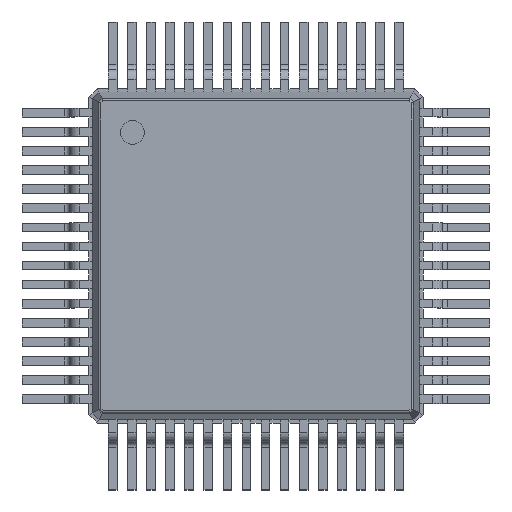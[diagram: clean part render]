
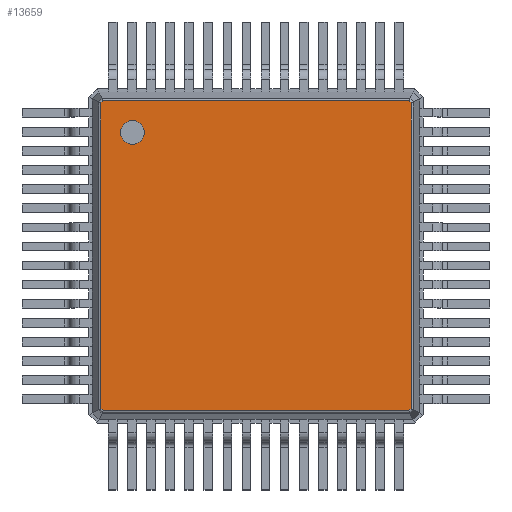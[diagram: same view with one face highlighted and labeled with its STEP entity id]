
A CAD part, top view. The second image highlights one B-rep face of the part: STEP entity #13659.
In plain terms, the highlighted planar face has unit normal (0, 0, 1).
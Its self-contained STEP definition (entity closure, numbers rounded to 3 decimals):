
#6585 = VERTEX_POINT('',#6586);
#6586 = CARTESIAN_POINT('',(3.202,-3.246,1.5));
#6876 = EDGE_CURVE('',#6585,#6877,#6879,.T.);
#6877 = VERTEX_POINT('',#6878);
#6878 = CARTESIAN_POINT('',(-3.202,-3.246,1.5));
#6879 = B_SPLINE_CURVE_WITH_KNOTS('',2,(#6880,#6881,#6882,#6883,#6884),
.UNSPECIFIED.,.F.,.F.,(3,1,1,3),(-0.356,-0.04,
6.477,6.792),.UNSPECIFIED.);
#6880 = CARTESIAN_POINT('',(3.574,-3.246,1.5));
#6881 = CARTESIAN_POINT('',(3.416,-3.246,1.5));
#6882 = CARTESIAN_POINT('',(0.,-3.246,1.5));
#6883 = CARTESIAN_POINT('',(-3.416,-3.246,1.5));
#6884 = CARTESIAN_POINT('',(-3.574,-3.246,1.5));
#12737 = EDGE_CURVE('',#6877,#12738,#12740,.T.);
#12738 = VERTEX_POINT('',#12739);
#12739 = CARTESIAN_POINT('',(-3.246,-3.202,1.5));
#12740 = B_SPLINE_CURVE_WITH_KNOTS('',2,(#12741,#12742,#12743,#12744,
#12745),.UNSPECIFIED.,.F.,.F.,(3,1,1,3),(-0.161,
-0.04,0.137,0.258),.UNSPECIFIED.);
#12741 = CARTESIAN_POINT('',(-3.076,-3.372,1.5));
#12742 = CARTESIAN_POINT('',(-3.119,-3.33,1.5));
#12743 = CARTESIAN_POINT('',(-3.224,-3.224,1.5));
#12744 = CARTESIAN_POINT('',(-3.33,-3.119,1.5));
#12745 = CARTESIAN_POINT('',(-3.372,-3.076,1.5));
#13058 = VERTEX_POINT('',#13059);
#13059 = CARTESIAN_POINT('',(3.246,-3.202,1.5));
#13634 = EDGE_CURVE('',#13058,#6585,#13635,.T.);
#13635 = B_SPLINE_CURVE_WITH_KNOTS('',2,(#13636,#13637,#13638,#13639,
#13640),.UNSPECIFIED.,.F.,.F.,(3,1,1,3),(-0.161,
-0.04,0.137,0.258),.UNSPECIFIED.);
#13636 = CARTESIAN_POINT('',(3.372,-3.076,1.5));
#13637 = CARTESIAN_POINT('',(3.33,-3.119,1.5));
#13638 = CARTESIAN_POINT('',(3.224,-3.224,1.5));
#13639 = CARTESIAN_POINT('',(3.119,-3.33,1.5));
#13640 = CARTESIAN_POINT('',(3.076,-3.372,1.5));
#13659 = ADVANCED_FACE('',(#13660,#13713),#13724,.T.);
#13660 = FACE_BOUND('',#13661,.T.);
#13661 = EDGE_LOOP('',(#13662,#13672,#13682,#13692,#13702,#13710,#13711,
#13712));
#13662 = ORIENTED_EDGE('',*,*,#13663,.F.);
#13663 = EDGE_CURVE('',#13664,#13058,#13666,.T.);
#13664 = VERTEX_POINT('',#13665);
#13665 = CARTESIAN_POINT('',(3.246,3.202,1.5));
#13666 = B_SPLINE_CURVE_WITH_KNOTS('',2,(#13667,#13668,#13669,#13670,
#13671),.UNSPECIFIED.,.F.,.F.,(3,1,1,3),(-0.356,
-0.04,6.477,6.792),.UNSPECIFIED.);
#13667 = CARTESIAN_POINT('',(3.246,3.574,1.5));
#13668 = CARTESIAN_POINT('',(3.246,3.416,1.5));
#13669 = CARTESIAN_POINT('',(3.246,0.,1.5));
#13670 = CARTESIAN_POINT('',(3.246,-3.416,1.5));
#13671 = CARTESIAN_POINT('',(3.246,-3.574,1.5));
#13672 = ORIENTED_EDGE('',*,*,#13673,.F.);
#13673 = EDGE_CURVE('',#13674,#13664,#13676,.T.);
#13674 = VERTEX_POINT('',#13675);
#13675 = CARTESIAN_POINT('',(3.202,3.246,1.5));
#13676 = B_SPLINE_CURVE_WITH_KNOTS('',2,(#13677,#13678,#13679,#13680,
#13681),.UNSPECIFIED.,.F.,.F.,(3,1,1,3),(-0.161,
-0.04,0.137,0.258),.UNSPECIFIED.);
#13677 = CARTESIAN_POINT('',(3.076,3.372,1.5));
#13678 = CARTESIAN_POINT('',(3.119,3.33,1.5));
#13679 = CARTESIAN_POINT('',(3.224,3.224,1.5));
#13680 = CARTESIAN_POINT('',(3.33,3.119,1.5));
#13681 = CARTESIAN_POINT('',(3.372,3.076,1.5));
#13682 = ORIENTED_EDGE('',*,*,#13683,.F.);
#13683 = EDGE_CURVE('',#13684,#13674,#13686,.T.);
#13684 = VERTEX_POINT('',#13685);
#13685 = CARTESIAN_POINT('',(-3.202,3.246,1.5));
#13686 = B_SPLINE_CURVE_WITH_KNOTS('',2,(#13687,#13688,#13689,#13690,
#13691),.UNSPECIFIED.,.F.,.F.,(3,1,1,3),(-0.356,
-0.04,6.477,6.792),.UNSPECIFIED.);
#13687 = CARTESIAN_POINT('',(-3.574,3.246,1.5));
#13688 = CARTESIAN_POINT('',(-3.416,3.246,1.5));
#13689 = CARTESIAN_POINT('',(0.,3.246,1.5));
#13690 = CARTESIAN_POINT('',(3.416,3.246,1.5));
#13691 = CARTESIAN_POINT('',(3.574,3.246,1.5));
#13692 = ORIENTED_EDGE('',*,*,#13693,.F.);
#13693 = EDGE_CURVE('',#13694,#13684,#13696,.T.);
#13694 = VERTEX_POINT('',#13695);
#13695 = CARTESIAN_POINT('',(-3.246,3.202,1.5));
#13696 = B_SPLINE_CURVE_WITH_KNOTS('',2,(#13697,#13698,#13699,#13700,
#13701),.UNSPECIFIED.,.F.,.F.,(3,1,1,3),(-0.161,
-0.04,0.137,0.258),.UNSPECIFIED.);
#13697 = CARTESIAN_POINT('',(-3.372,3.076,1.5));
#13698 = CARTESIAN_POINT('',(-3.33,3.119,1.5));
#13699 = CARTESIAN_POINT('',(-3.224,3.224,1.5));
#13700 = CARTESIAN_POINT('',(-3.119,3.33,1.5));
#13701 = CARTESIAN_POINT('',(-3.076,3.372,1.5));
#13702 = ORIENTED_EDGE('',*,*,#13703,.F.);
#13703 = EDGE_CURVE('',#12738,#13694,#13704,.T.);
#13704 = B_SPLINE_CURVE_WITH_KNOTS('',2,(#13705,#13706,#13707,#13708,
#13709),.UNSPECIFIED.,.F.,.F.,(3,1,1,3),(-0.356,
-0.04,6.477,6.792),.UNSPECIFIED.);
#13705 = CARTESIAN_POINT('',(-3.246,-3.574,1.5));
#13706 = CARTESIAN_POINT('',(-3.246,-3.416,1.5));
#13707 = CARTESIAN_POINT('',(-3.246,0.,1.5));
#13708 = CARTESIAN_POINT('',(-3.246,3.416,1.5));
#13709 = CARTESIAN_POINT('',(-3.246,3.574,1.5));
#13710 = ORIENTED_EDGE('',*,*,#12737,.F.);
#13711 = ORIENTED_EDGE('',*,*,#6876,.F.);
#13712 = ORIENTED_EDGE('',*,*,#13634,.F.);
#13713 = FACE_BOUND('',#13714,.T.);
#13714 = EDGE_LOOP('',(#13715));
#13715 = ORIENTED_EDGE('',*,*,#13716,.F.);
#13716 = EDGE_CURVE('',#13717,#13717,#13719,.T.);
#13717 = VERTEX_POINT('',#13718);
#13718 = CARTESIAN_POINT('',(-2.587,2.337,1.5));
#13719 = CIRCLE('',#13720,0.25);
#13720 = AXIS2_PLACEMENT_3D('',#13721,#13722,#13723);
#13721 = CARTESIAN_POINT('',(-2.587,2.587,1.5));
#13722 = DIRECTION('',(0.,0.,1.));
#13723 = DIRECTION('',(0.,-1.,0.));
#13724 = PLANE('',#13725);
#13725 = AXIS2_PLACEMENT_3D('',#13726,#13727,#13728);
#13726 = CARTESIAN_POINT('',(-3.218,3.287,1.5));
#13727 = DIRECTION('',(0.,0.,1.));
#13728 = DIRECTION('',(0.7,-0.715,0.));
